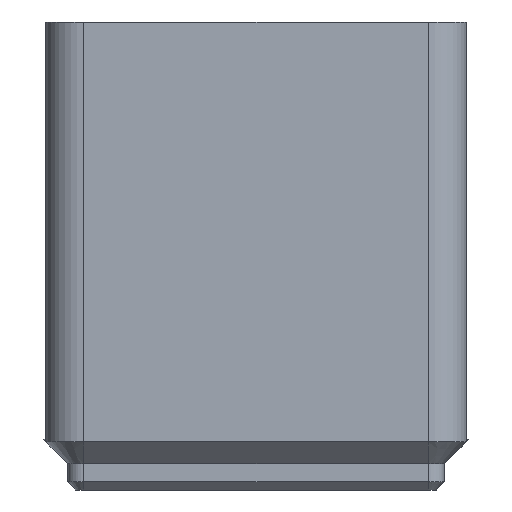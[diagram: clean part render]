
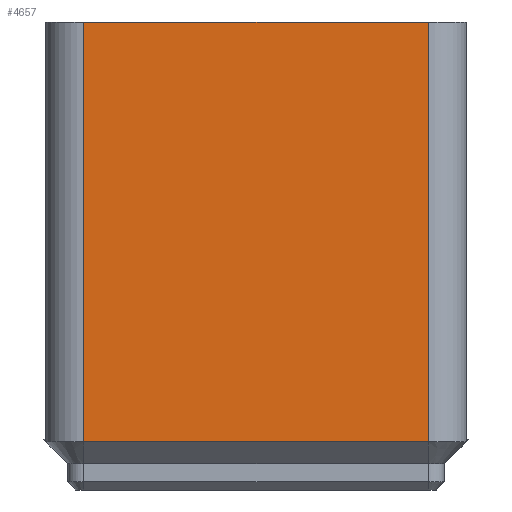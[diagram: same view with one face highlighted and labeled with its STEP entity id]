
A CAD part, left-side view. The second image highlights one B-rep face of the part: STEP entity #4657.
In plain terms, the highlighted planar face has unit normal (-1, 0, 0).
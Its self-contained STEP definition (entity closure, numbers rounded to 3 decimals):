
#237=PLANE('',#5119);
#476=FACE_OUTER_BOUND('',#799,.T.);
#799=EDGE_LOOP('',(#3891,#3892,#3893,#3894));
#1041=LINE('',#7109,#1446);
#1069=LINE('',#7195,#1474);
#1205=LINE('',#7688,#1610);
#1210=LINE('',#7698,#1615);
#1446=VECTOR('',#5579,10.);
#1474=VECTOR('',#5669,10.);
#1610=VECTOR('',#6237,10.);
#1615=VECTOR('',#6252,10.);
#2105=VERTEX_POINT('',#7106);
#2106=VERTEX_POINT('',#7108);
#2132=VERTEX_POINT('',#7193);
#2133=VERTEX_POINT('',#7194);
#2544=EDGE_CURVE('',#2105,#2106,#1041,.T.);
#2584=EDGE_CURVE('',#2132,#2133,#1069,.T.);
#2815=EDGE_CURVE('',#2132,#2106,#1205,.T.);
#2820=EDGE_CURVE('',#2133,#2105,#1210,.T.);
#3891=ORIENTED_EDGE('',*,*,#2820,.F.);
#3892=ORIENTED_EDGE('',*,*,#2584,.F.);
#3893=ORIENTED_EDGE('',*,*,#2815,.T.);
#3894=ORIENTED_EDGE('',*,*,#2544,.F.);
#4657=ADVANCED_FACE('',(#476),#237,.F.);
#5119=AXIS2_PLACEMENT_3D('',#7699,#6253,#6254);
#5579=DIRECTION('',(0.,-1.,0.));
#5669=DIRECTION('',(0.,1.,0.));
#6237=DIRECTION('',(0.,0.,1.));
#6252=DIRECTION('',(0.,0.,1.));
#6253=DIRECTION('center_axis',(1.,0.,0.));
#6254=DIRECTION('ref_axis',(0.,1.,0.));
#7106=CARTESIAN_POINT('',(-129.75,38.,46.2));
#7108=CARTESIAN_POINT('',(-129.75,4.,46.2));
#7109=CARTESIAN_POINT('',(-129.75,38.,46.2));
#7193=CARTESIAN_POINT('',(-129.75,4.,4.75));
#7194=CARTESIAN_POINT('',(-129.75,38.,4.75));
#7195=CARTESIAN_POINT('',(-129.75,12.5,4.75));
#7688=CARTESIAN_POINT('',(-129.75,4.,5.));
#7698=CARTESIAN_POINT('',(-129.75,38.,6.2));
#7699=CARTESIAN_POINT('Origin',(-129.75,4.,5.));
